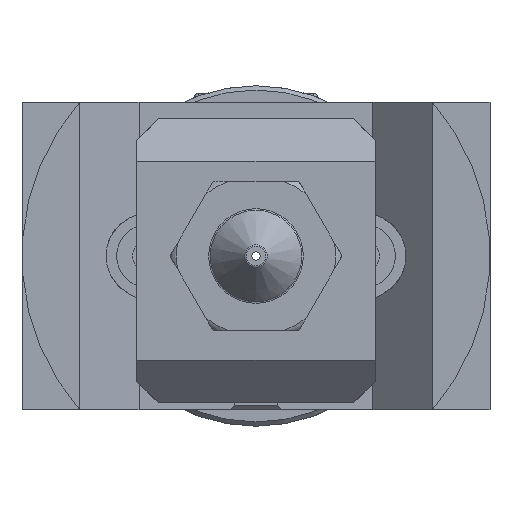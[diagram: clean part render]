
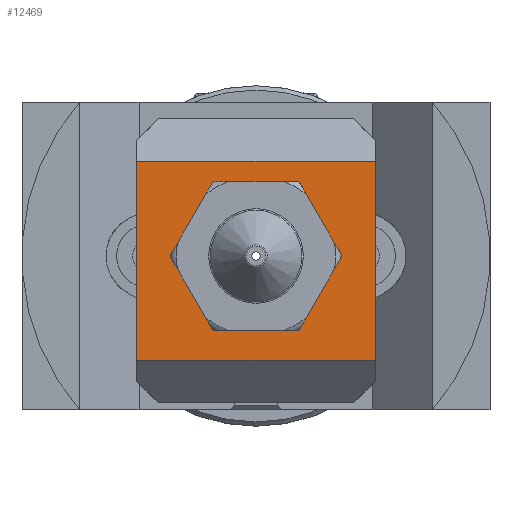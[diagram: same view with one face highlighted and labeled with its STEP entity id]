
A CAD part, front view. The second image highlights one B-rep face of the part: STEP entity #12469.
In plain terms, the highlighted face is planar.
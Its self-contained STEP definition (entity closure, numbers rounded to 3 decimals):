
#246=FACE_BOUND('',#2107,.T.);
#520=PLANE('',#13704);
#1349=FACE_OUTER_BOUND('',#2106,.T.);
#2106=EDGE_LOOP('',(#11083,#11084,#11085,#11086));
#2107=EDGE_LOOP('',(#11087));
#2635=CIRCLE('',#13702,3.5);
#3791=LINE('',#27009,#4782);
#3792=LINE('',#27011,#4783);
#3793=LINE('',#27013,#4784);
#3794=LINE('',#27014,#4785);
#4782=VECTOR('',#16738,10.);
#4783=VECTOR('',#16739,10.);
#4784=VECTOR('',#16740,10.);
#4785=VECTOR('',#16741,10.);
#5942=VERTEX_POINT('',#27001);
#5944=VERTEX_POINT('',#27007);
#5945=VERTEX_POINT('',#27008);
#5946=VERTEX_POINT('',#27010);
#5947=VERTEX_POINT('',#27012);
#7684=EDGE_CURVE('',#5942,#5942,#2635,.T.);
#7687=EDGE_CURVE('',#5944,#5945,#3791,.T.);
#7688=EDGE_CURVE('',#5944,#5946,#3792,.T.);
#7689=EDGE_CURVE('',#5947,#5946,#3793,.T.);
#7690=EDGE_CURVE('',#5947,#5945,#3794,.T.);
#11083=ORIENTED_EDGE('',*,*,#7687,.F.);
#11084=ORIENTED_EDGE('',*,*,#7688,.T.);
#11085=ORIENTED_EDGE('',*,*,#7689,.F.);
#11086=ORIENTED_EDGE('',*,*,#7690,.T.);
#11087=ORIENTED_EDGE('',*,*,#7684,.F.);
#12469=ADVANCED_FACE('',(#1349,#246),#520,.T.);
#13702=AXIS2_PLACEMENT_3D('',#27002,#16731,#16732);
#13704=AXIS2_PLACEMENT_3D('',#27006,#16736,#16737);
#16731=DIRECTION('center_axis',(0.,1.,0.));
#16732=DIRECTION('ref_axis',(-1.,0.,0.));
#16736=DIRECTION('center_axis',(0.,1.,0.));
#16737=DIRECTION('ref_axis',(1.,0.,0.));
#16738=DIRECTION('',(-1.,0.,0.));
#16739=DIRECTION('',(0.,0.,-1.));
#16740=DIRECTION('',(1.,0.,0.));
#16741=DIRECTION('',(0.,0.,1.));
#27001=CARTESIAN_POINT('',(21.5,0.,7.225));
#27002=CARTESIAN_POINT('Origin',(18.,0.,7.225));
#27006=CARTESIAN_POINT('Origin',(18.,0.,7.));
#27007=CARTESIAN_POINT('',(23.6,0.,11.67));
#27008=CARTESIAN_POINT('',(12.4,0.,11.67));
#27009=CARTESIAN_POINT('',(20.8,0.,11.67));
#27010=CARTESIAN_POINT('',(23.6,0.,2.33));
#27011=CARTESIAN_POINT('',(23.6,0.,13.67));
#27012=CARTESIAN_POINT('',(12.4,0.,2.33));
#27013=CARTESIAN_POINT('',(15.2,0.,2.33));
#27014=CARTESIAN_POINT('',(12.4,0.,0.33));
